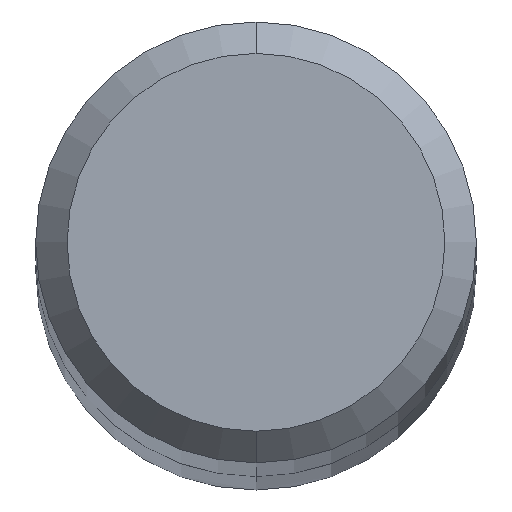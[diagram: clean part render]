
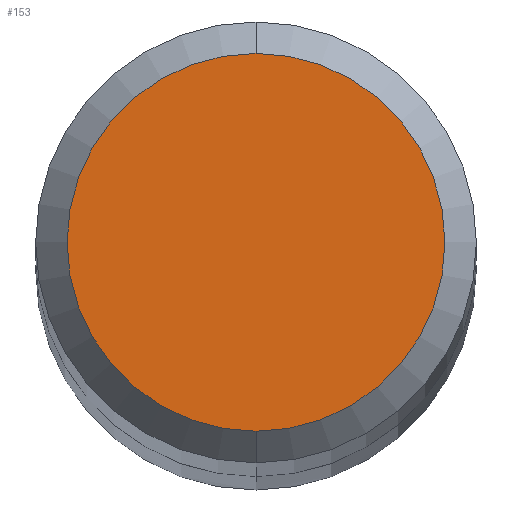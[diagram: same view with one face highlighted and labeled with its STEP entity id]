
A CAD part, top view. The second image highlights one B-rep face of the part: STEP entity #153.
In plain terms, the highlighted planar face has unit normal (0, 0, 1).
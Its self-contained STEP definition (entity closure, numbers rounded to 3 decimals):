
#153=ADVANCED_FACE('',(#412),#413,.T.);
#177=EDGE_CURVE('',#255,#265,#439,.T.);
#255=VERTEX_POINT('',#525);
#265=VERTEX_POINT('',#535);
#389=EDGE_CURVE('',#265,#255,#671,.T.);
#412=FACE_OUTER_BOUND('',#687,.T.);
#413=PLANE('',#688);
#439=CIRCLE('',#748,1.2);
#525=CARTESIAN_POINT('',(0.,-1.2,48.0));
#535=CARTESIAN_POINT('',(0.0,1.2,48.0));
#671=CIRCLE('',#1311,1.2);
#687=EDGE_LOOP('',(#1317,#1318));
#688=AXIS2_PLACEMENT_3D('',#1319,#1320,#1321);
#748=AXIS2_PLACEMENT_3D('',#1344,#1345,#1346);
#1311=AXIS2_PLACEMENT_3D('',#1592,#1593,#1594);
#1317=ORIENTED_EDGE('',*,*,#389,.F.);
#1318=ORIENTED_EDGE('',*,*,#177,.F.);
#1319=CARTESIAN_POINT('',(0.0,0.6,48.0));
#1320=DIRECTION('',(0.0,0.0,1.0));
#1321=DIRECTION('',(0.0,-1.0,0.0));
#1344=CARTESIAN_POINT('',(0.0,0.0,48.0));
#1345=DIRECTION('',(0.0,0.0,-1.0));
#1346=DIRECTION('',(0.0,1.0,0.0));
#1592=CARTESIAN_POINT('',(0.0,0.0,48.0));
#1593=DIRECTION('',(0.0,0.0,-1.0));
#1594=DIRECTION('',(0.0,1.0,0.0));
